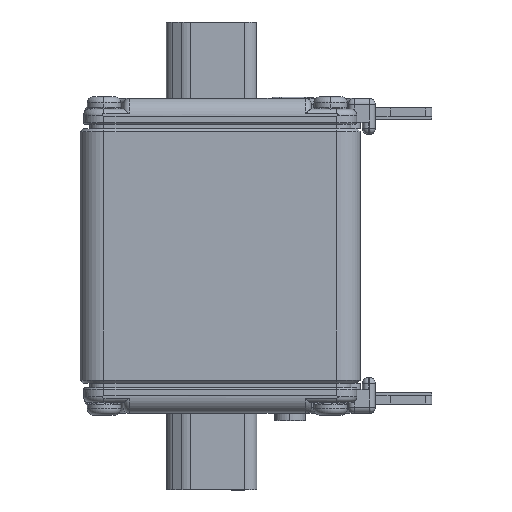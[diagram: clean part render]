
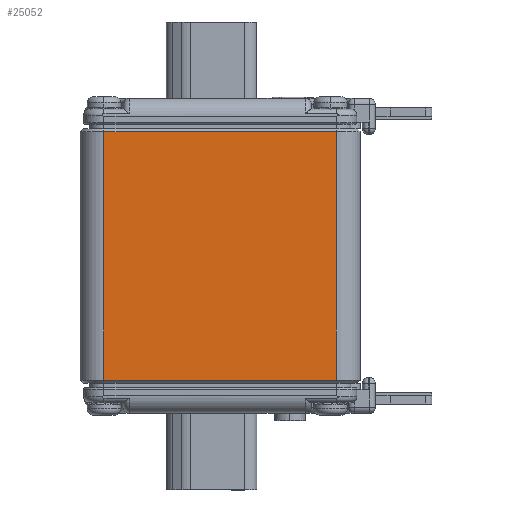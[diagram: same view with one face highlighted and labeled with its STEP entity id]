
A CAD part, top view. The second image highlights one B-rep face of the part: STEP entity #25052.
In plain terms, the highlighted planar face has unit normal (0, 0, 1).
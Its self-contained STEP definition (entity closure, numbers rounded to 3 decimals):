
#1794 = CARTESIAN_POINT ( 'NONE',  ( -23.5, 21.35, 14.5 ) ) ;
#1894 = DIRECTION ( 'NONE',  ( 1., 0., 0. ) ) ;
#2132 = EDGE_CURVE ( 'NONE', #15800, #16458, #16848, .T. ) ;
#2733 = DIRECTION ( 'NONE',  ( -1., 0., 0. ) ) ;
#2954 = CARTESIAN_POINT ( 'NONE',  ( -19.5, -20.85, 14.5 ) ) ;
#3536 = EDGE_CURVE ( 'NONE', #16458, #26048, #16406, .T. ) ;
#4030 = LINE ( 'NONE', #9913, #16111 ) ;
#4771 = VECTOR ( 'NONE', #2733, 1000. ) ;
#9486 = CARTESIAN_POINT ( 'NONE',  ( -19.5, 20.85, 14.5 ) ) ;
#9913 = CARTESIAN_POINT ( 'NONE',  ( 19.5, 21.35, 14.5 ) ) ;
#10946 = DIRECTION ( 'NONE',  ( 0., 0., -1. ) ) ;
#11229 = EDGE_CURVE ( 'NONE', #18494, #15800, #4030, .T. ) ;
#11884 = CARTESIAN_POINT ( 'NONE',  ( 19.5, -20.85, 14.5 ) ) ;
#12538 = FACE_OUTER_BOUND ( 'NONE', #25287, .T. ) ;
#12905 = ORIENTED_EDGE ( 'NONE', *, *, #3536, .T. ) ;
#13075 = AXIS2_PLACEMENT_3D ( 'NONE', #1794, #10946, #26839 ) ;
#13220 = CARTESIAN_POINT ( 'NONE',  ( -23.5, -20.85, 14.5 ) ) ;
#15800 = VERTEX_POINT ( 'NONE', #23147 ) ;
#16111 = VECTOR ( 'NONE', #25821, 1000. ) ;
#16406 = LINE ( 'NONE', #19936, #22456 ) ;
#16458 = VERTEX_POINT ( 'NONE', #25328 ) ;
#16763 = ORIENTED_EDGE ( 'NONE', *, *, #2132, .T. ) ;
#16848 = LINE ( 'NONE', #9486, #4771 ) ;
#18494 = VERTEX_POINT ( 'NONE', #11884 ) ;
#19840 = ORIENTED_EDGE ( 'NONE', *, *, #11229, .T. ) ;
#19936 = CARTESIAN_POINT ( 'NONE',  ( -19.5, 21.35, 14.5 ) ) ;
#22238 = DIRECTION ( 'NONE',  ( 0., -1., 0. ) ) ;
#22456 = VECTOR ( 'NONE', #22238, 1000. ) ;
#23147 = CARTESIAN_POINT ( 'NONE',  ( 19.5, 20.85, 14.5 ) ) ;
#23944 = LINE ( 'NONE', #13220, #24624 ) ;
#24558 = PLANE ( 'NONE',  #13075 ) ;
#24624 = VECTOR ( 'NONE', #1894, 1000. ) ;
#25052 = ADVANCED_FACE ( 'NONE', ( #12538 ), #24558, .F. ) ;
#25073 = EDGE_CURVE ( 'NONE', #26048, #18494, #23944, .T. ) ;
#25287 = EDGE_LOOP ( 'NONE', ( #12905, #27748, #19840, #16763 ) ) ;
#25328 = CARTESIAN_POINT ( 'NONE',  ( -19.5, 20.85, 14.5 ) ) ;
#25821 = DIRECTION ( 'NONE',  ( 0., 1., 0. ) ) ;
#26048 = VERTEX_POINT ( 'NONE', #2954 ) ;
#26839 = DIRECTION ( 'NONE',  ( -1., 0., 0. ) ) ;
#27748 = ORIENTED_EDGE ( 'NONE', *, *, #25073, .T. ) ;
